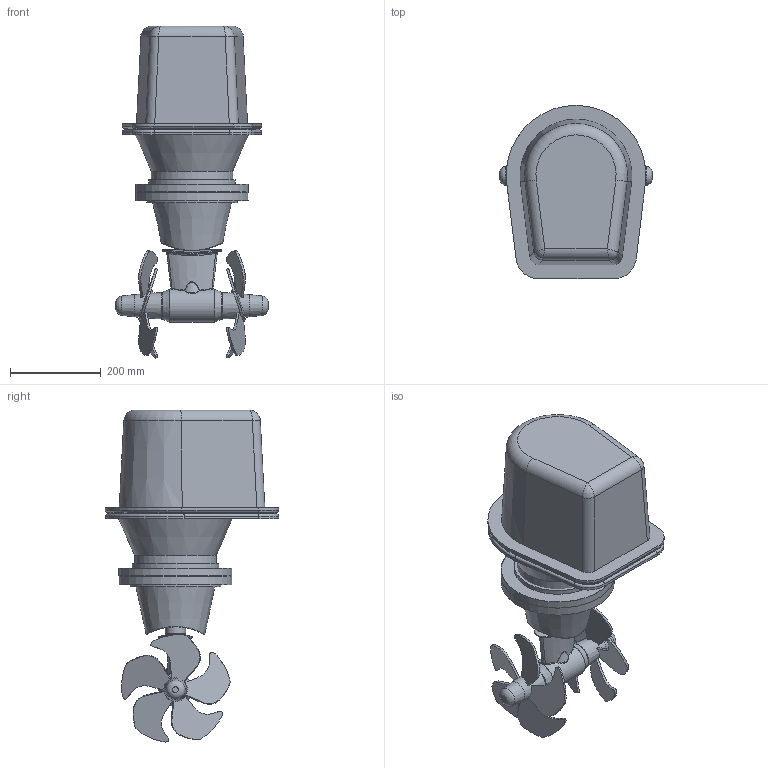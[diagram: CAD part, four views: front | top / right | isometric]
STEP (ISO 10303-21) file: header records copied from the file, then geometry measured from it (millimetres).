
FILE_DESCRIPTION(/* description */ (''),/* implementation_level */ '2;1');
FILE_NAME(/* name */ 'SE170_250 IP.stp',/* time_stamp */ '2015-12-03T13:43:02+01:00',/* author */ ('elvira'),/* organization */ (''),/* preprocessor_version */ 'ST-DEVELOPER v15.6',/* originating_system */ 'Autodesk Inventor 2015',/* authorisation */ '');
FILE_SCHEMA (('AUTOMOTIVE_DESIGN { 1 0 10303 214 3 1 1 }'));
Length unit declared in the file: millimetre
Products named in the file (1): SE130-170_250 IP
Bounding box: 336.6 x 381.9 x 731.92 mm (x, y, z)
Volume: 25083663.9 mm3; surface area: 1454221.9 mm2
Topology: 11 solids, 11 shells, 201 faces, 435 edges, 270 vertices
Faces by surface type: bspline 74, plane 63, cylinder 38, cone 15, torus 7, sphere 4
Full cylindrical faces by diameter (mm): 45 x1, 73 x1, 130 x1, 179.5 x1, 191.5 x1, 200 x1, 249 x1, 250 x1
Entity records: 18771 total; most frequent: CARTESIAN_POINT 14691, ORIENTED_EDGE 804, DIRECTION 648, EDGE_CURVE 402, AXIS2_PLACEMENT_3D 278, VERTEX_POINT 262, EDGE_LOOP 240, STYLED_ITEM 211
